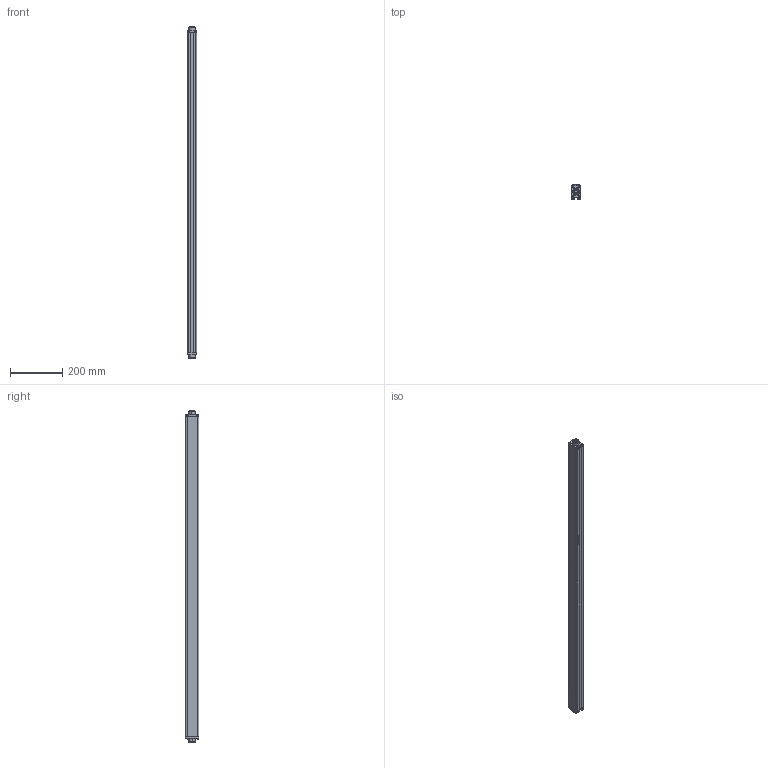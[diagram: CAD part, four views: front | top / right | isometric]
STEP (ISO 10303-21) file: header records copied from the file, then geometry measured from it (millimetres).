
FILE_DESCRIPTION((''),'2;1');
FILE_NAME('SAF40-T3003PC','2022-05-09T',('EDY'),(''),'CREO PARAMETRIC BY PTC INC, 2018070','CREO PARAMETRIC BY PTC INC, 2018070','');
FILE_SCHEMA(('CONFIG_CONTROL_DESIGN'));
Length unit declared in the file: millimetre
Products named in the file (1): SAF40-T3003PC
Bounding box: 35 x 52 x 1274 mm (x, y, z)
Volume: 10.7 mm3; surface area: 494629.6 mm2
Topology: 2 solids, 7 shells, 637 faces, 1648 edges, 987 vertices
Faces by surface type: plane 274, cylinder 240, torus 64, sphere 40, bspline 11, cone 8
Entity records: 19798 total; most frequent: CARTESIAN_POINT 4191, DIRECTION 3455, ORIENTED_EDGE 3194, EDGE_CURVE 1597, AXIS2_PLACEMENT_3D 1343, VERTEX_POINT 991, VECTOR 769, LINE 769
